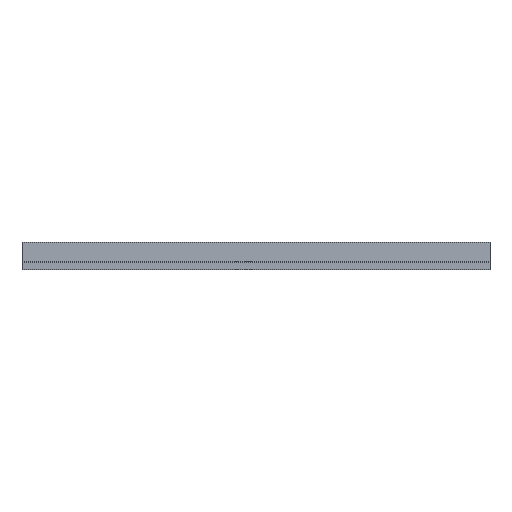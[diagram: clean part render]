
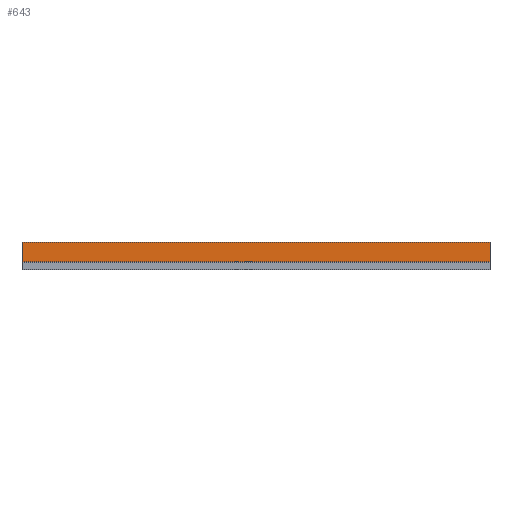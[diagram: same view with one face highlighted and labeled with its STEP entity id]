
A CAD part, front view. The second image highlights one B-rep face of the part: STEP entity #643.
In plain terms, the highlighted planar face has unit normal (0, -1, 0).
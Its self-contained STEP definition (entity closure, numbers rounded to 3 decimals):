
#47=FACE_OUTER_BOUND('',#93,.T.);
#93=EDGE_LOOP('',(#429,#430,#431,#432));
#138=LINE('',#988,#210);
#143=LINE('',#1002,#215);
#144=LINE('',#1004,#216);
#145=LINE('',#1005,#217);
#210=VECTOR('',#781,10.);
#215=VECTOR('',#794,10.);
#216=VECTOR('',#795,10.);
#217=VECTOR('',#796,10.);
#282=VERTEX_POINT('',#985);
#283=VERTEX_POINT('',#987);
#288=VERTEX_POINT('',#1001);
#289=VERTEX_POINT('',#1003);
#330=EDGE_CURVE('',#282,#283,#138,.T.);
#337=EDGE_CURVE('',#282,#288,#143,.T.);
#338=EDGE_CURVE('',#289,#288,#144,.T.);
#339=EDGE_CURVE('',#283,#289,#145,.T.);
#429=ORIENTED_EDGE('',*,*,#337,.T.);
#430=ORIENTED_EDGE('',*,*,#338,.F.);
#431=ORIENTED_EDGE('',*,*,#339,.F.);
#432=ORIENTED_EDGE('',*,*,#330,.F.);
#606=PLANE('',#714);
#643=ADVANCED_FACE('',(#47),#606,.F.);
#714=AXIS2_PLACEMENT_3D('',#1000,#792,#793);
#781=DIRECTION('',(0.,0.,1.));
#792=DIRECTION('center_axis',(0.,1.,0.));
#793=DIRECTION('ref_axis',(1.,0.,0.));
#794=DIRECTION('',(1.,0.,0.));
#795=DIRECTION('',(0.,0.,-1.));
#796=DIRECTION('',(1.,0.,0.));
#985=CARTESIAN_POINT('',(0.,-127.573,28.007));
#987=CARTESIAN_POINT('',(0.,-127.573,126.943));
#988=CARTESIAN_POINT('',(0.,-127.573,28.007));
#1000=CARTESIAN_POINT('Origin',(1200.,-127.573,-25.366));
#1001=CARTESIAN_POINT('',(2400.,-127.573,28.007));
#1002=CARTESIAN_POINT('',(1200.,-127.573,28.007));
#1003=CARTESIAN_POINT('',(2400.,-127.573,126.943));
#1004=CARTESIAN_POINT('',(2400.,-127.573,-177.675));
#1005=CARTESIAN_POINT('',(0.,-127.573,126.943));
